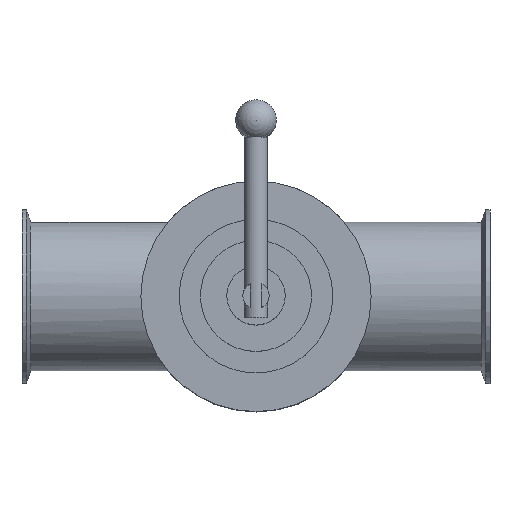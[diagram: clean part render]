
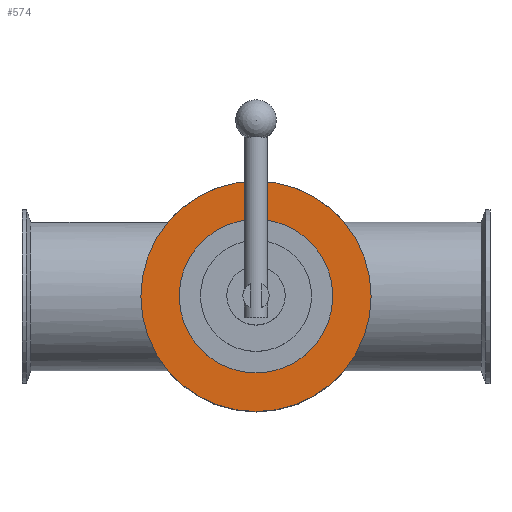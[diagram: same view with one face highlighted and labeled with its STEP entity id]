
A CAD part, top view. The second image highlights one B-rep face of the part: STEP entity #574.
In plain terms, the highlighted planar face has unit normal (0, 0, 1).
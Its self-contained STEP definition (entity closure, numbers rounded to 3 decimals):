
#43=FACE_BOUND('',#146,.T.);
#61=PLANE('',#668);
#94=FACE_OUTER_BOUND('',#145,.T.);
#145=EDGE_LOOP('',(#467));
#146=EDGE_LOOP('',(#468));
#242=CIRCLE('',#667,40.);
#243=CIRCLE('',#669,78.75);
#285=VERTEX_POINT('',#1057);
#286=VERTEX_POINT('',#1061);
#352=EDGE_CURVE('',#285,#285,#242,.T.);
#354=EDGE_CURVE('',#286,#286,#243,.T.);
#467=ORIENTED_EDGE('',*,*,#354,.F.);
#468=ORIENTED_EDGE('',*,*,#352,.T.);
#574=ADVANCED_FACE('',(#94,#43),#61,.T.);
#667=AXIS2_PLACEMENT_3D('',#1058,#820,#821);
#668=AXIS2_PLACEMENT_3D('',#1060,#823,#824);
#669=AXIS2_PLACEMENT_3D('',#1062,#825,#826);
#820=DIRECTION('center_axis',(0.,0.,-1.));
#821=DIRECTION('ref_axis',(-1.,0.,0.));
#823=DIRECTION('center_axis',(0.,0.,1.));
#824=DIRECTION('ref_axis',(1.,0.,0.));
#825=DIRECTION('center_axis',(0.,0.,-1.));
#826=DIRECTION('ref_axis',(-1.,0.,0.));
#1057=CARTESIAN_POINT('',(40.,0.,71.05));
#1058=CARTESIAN_POINT('Origin',(0.,0.,71.05));
#1060=CARTESIAN_POINT('Origin',(-59.375,0.,71.05));
#1061=CARTESIAN_POINT('',(78.75,0.,71.05));
#1062=CARTESIAN_POINT('Origin',(0.,0.,71.05));
